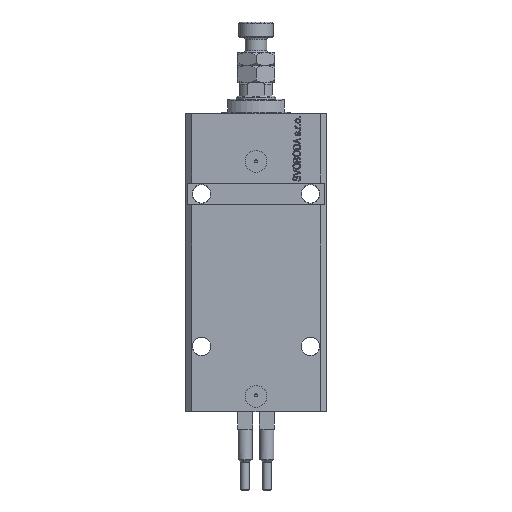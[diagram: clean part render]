
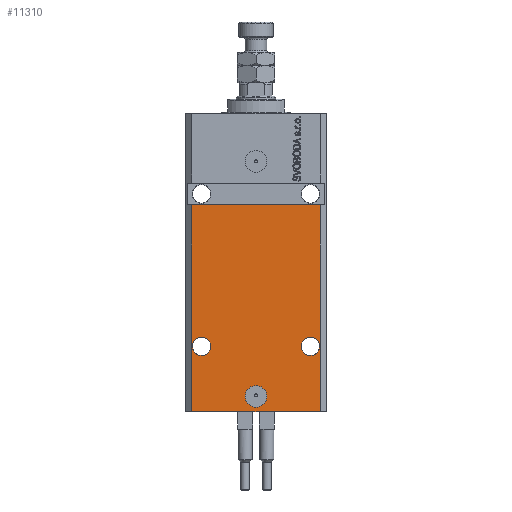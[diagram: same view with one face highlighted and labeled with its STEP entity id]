
A CAD part, front view. The second image highlights one B-rep face of the part: STEP entity #11310.
In plain terms, the highlighted planar face has unit normal (0, -1, 0).
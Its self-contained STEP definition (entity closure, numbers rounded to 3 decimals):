
#148 = VERTEX_POINT ( 'NONE', #3161 ) ;
#687 = VERTEX_POINT ( 'NONE', #38760 ) ;
#1479 = EDGE_CURVE ( 'NONE', #148, #42781, #5593, .T. ) ;
#2523 = DIRECTION ( 'NONE',  ( 0., -1., 0. ) ) ;
#3161 = CARTESIAN_POINT ( 'NONE',  ( -29.5, -22.5, -42. ) ) ;
#3743 = VECTOR ( 'NONE', #24663, 1000. ) ;
#5284 = DIRECTION ( 'NONE',  ( 0., -1., 0. ) ) ;
#5593 = LINE ( 'NONE', #44202, #41376 ) ;
#5840 = CIRCLE ( 'NONE', #12361, 4.25 ) ;
#6064 = CARTESIAN_POINT ( 'NONE',  ( 25., -22.5, -107. ) ) ;
#9204 = FACE_BOUND ( 'NONE', #23941, .T. ) ;
#9224 = ORIENTED_EDGE ( 'NONE', *, *, #35360, .F. ) ;
#9696 = EDGE_LOOP ( 'NONE', ( #20226, #47414 ) ) ;
#10043 = DIRECTION ( 'NONE',  ( 0., 0., 1. ) ) ;
#11310 = ADVANCED_FACE ( 'NONE', ( #20890, #43248, #9204, #43985 ), #32321, .T. ) ;
#12361 = AXIS2_PLACEMENT_3D ( 'NONE', #24362, #5284, #32472 ) ;
#14924 = VECTOR ( 'NONE', #10043, 1000. ) ;
#15118 = CARTESIAN_POINT ( 'NONE',  ( 29.5, -22.5, -42. ) ) ;
#15574 = EDGE_CURVE ( 'NONE', #47726, #47500, #38522, .T. ) ;
#17653 = CARTESIAN_POINT ( 'NONE',  ( 29.25, -22.5, -107. ) ) ;
#18079 = EDGE_LOOP ( 'NONE', ( #47050, #45049, #25129, #43664 ) ) ;
#18212 = EDGE_LOOP ( 'NONE', ( #9224, #21584 ) ) ;
#18406 = CARTESIAN_POINT ( 'NONE',  ( -25., -22.5, -107. ) ) ;
#20226 = ORIENTED_EDGE ( 'NONE', *, *, #33741, .F. ) ;
#20890 = FACE_BOUND ( 'NONE', #18212, .T. ) ;
#21041 = DIRECTION ( 'NONE',  ( 0., -1., 0. ) ) ;
#21327 = DIRECTION ( 'NONE',  ( 1., 0., 0. ) ) ;
#21584 = ORIENTED_EDGE ( 'NONE', *, *, #24813, .F. ) ;
#22154 = EDGE_CURVE ( 'NONE', #30021, #29007, #5840, .T. ) ;
#22156 = EDGE_CURVE ( 'NONE', #37162, #24782, #36013, .T. ) ;
#23941 = EDGE_LOOP ( 'NONE', ( #47734, #38565 ) ) ;
#24113 = CARTESIAN_POINT ( 'NONE',  ( -29.5, -22.5, -137. ) ) ;
#24362 = CARTESIAN_POINT ( 'NONE',  ( 25., -22.5, -107. ) ) ;
#24471 = CARTESIAN_POINT ( 'NONE',  ( 5., -22.5, -130. ) ) ;
#24663 = DIRECTION ( 'NONE',  ( 0., 0., 1. ) ) ;
#24713 = DIRECTION ( 'NONE',  ( 0., -1., 0. ) ) ;
#24782 = VERTEX_POINT ( 'NONE', #45116 ) ;
#24813 = EDGE_CURVE ( 'NONE', #687, #28459, #37550, .T. ) ;
#24912 = LINE ( 'NONE', #47249, #3743 ) ;
#25057 = CARTESIAN_POINT ( 'NONE',  ( 29.5, -22.5, -137. ) ) ;
#25129 = ORIENTED_EDGE ( 'NONE', *, *, #22156, .T. ) ;
#25617 = CIRCLE ( 'NONE', #46698, 4.25 ) ;
#25849 = EDGE_CURVE ( 'NONE', #24782, #42781, #33154, .T. ) ;
#27778 = DIRECTION ( 'NONE',  ( 1., 0., 0. ) ) ;
#28459 = VERTEX_POINT ( 'NONE', #24471 ) ;
#29007 = VERTEX_POINT ( 'NONE', #17653 ) ;
#30021 = VERTEX_POINT ( 'NONE', #38164 ) ;
#30615 = AXIS2_PLACEMENT_3D ( 'NONE', #33717, #49432, #41322 ) ;
#32321 = PLANE ( 'NONE',  #35276 ) ;
#32472 = DIRECTION ( 'NONE',  ( 1., 0., 0. ) ) ;
#33154 = LINE ( 'NONE', #25057, #14924 ) ;
#33717 = CARTESIAN_POINT ( 'NONE',  ( -25., -22.5, -107. ) ) ;
#33741 = EDGE_CURVE ( 'NONE', #29007, #30021, #25617, .T. ) ;
#34209 = VECTOR ( 'NONE', #39827, 1000. ) ;
#34291 = CARTESIAN_POINT ( 'NONE',  ( 0., -22.5, -130. ) ) ;
#34493 = EDGE_CURVE ( 'NONE', #37162, #148, #24912, .T. ) ;
#34544 = DIRECTION ( 'NONE',  ( 1., 0., 0. ) ) ;
#35276 = AXIS2_PLACEMENT_3D ( 'NONE', #47295, #24713, #27778 ) ;
#35360 = EDGE_CURVE ( 'NONE', #28459, #687, #39481, .T. ) ;
#36013 = LINE ( 'NONE', #24113, #34209 ) ;
#36502 = DIRECTION ( 'NONE',  ( 1., 0., 0. ) ) ;
#36548 = CARTESIAN_POINT ( 'NONE',  ( -29.25, -22.5, -107. ) ) ;
#36998 = CARTESIAN_POINT ( 'NONE',  ( 0., -22.5, -130. ) ) ;
#37162 = VERTEX_POINT ( 'NONE', #37342 ) ;
#37342 = CARTESIAN_POINT ( 'NONE',  ( -29.5, -22.5, -137. ) ) ;
#37550 = CIRCLE ( 'NONE', #39205, 5. ) ;
#38164 = CARTESIAN_POINT ( 'NONE',  ( 20.75, -22.5, -107. ) ) ;
#38522 = CIRCLE ( 'NONE', #41775, 4.25 ) ;
#38565 = ORIENTED_EDGE ( 'NONE', *, *, #15574, .F. ) ;
#38760 = CARTESIAN_POINT ( 'NONE',  ( -5., -22.5, -130. ) ) ;
#39205 = AXIS2_PLACEMENT_3D ( 'NONE', #36998, #21041, #36502 ) ;
#39481 = CIRCLE ( 'NONE', #49999, 5. ) ;
#39827 = DIRECTION ( 'NONE',  ( 1., 0., 0. ) ) ;
#41322 = DIRECTION ( 'NONE',  ( -1., 0., 0. ) ) ;
#41376 = VECTOR ( 'NONE', #47505, 1000. ) ;
#41775 = AXIS2_PLACEMENT_3D ( 'NONE', #18406, #45811, #49348 ) ;
#42403 = DIRECTION ( 'NONE',  ( 0., -1., 0. ) ) ;
#42781 = VERTEX_POINT ( 'NONE', #15118 ) ;
#43248 = FACE_BOUND ( 'NONE', #9696, .T. ) ;
#43645 = EDGE_CURVE ( 'NONE', #47500, #47726, #45997, .T. ) ;
#43664 = ORIENTED_EDGE ( 'NONE', *, *, #25849, .T. ) ;
#43807 = CARTESIAN_POINT ( 'NONE',  ( -20.75, -22.5, -107. ) ) ;
#43985 = FACE_OUTER_BOUND ( 'NONE', #18079, .T. ) ;
#44202 = CARTESIAN_POINT ( 'NONE',  ( -32.5, -22.5, -42. ) ) ;
#45049 = ORIENTED_EDGE ( 'NONE', *, *, #34493, .F. ) ;
#45116 = CARTESIAN_POINT ( 'NONE',  ( 29.5, -22.5, -137. ) ) ;
#45811 = DIRECTION ( 'NONE',  ( 0., -1., 0. ) ) ;
#45997 = CIRCLE ( 'NONE', #30615, 4.25 ) ;
#46698 = AXIS2_PLACEMENT_3D ( 'NONE', #6064, #2523, #21327 ) ;
#47050 = ORIENTED_EDGE ( 'NONE', *, *, #1479, .F. ) ;
#47249 = CARTESIAN_POINT ( 'NONE',  ( -29.5, -22.5, -137. ) ) ;
#47295 = CARTESIAN_POINT ( 'NONE',  ( -29.5, -22.5, -137. ) ) ;
#47414 = ORIENTED_EDGE ( 'NONE', *, *, #22154, .F. ) ;
#47500 = VERTEX_POINT ( 'NONE', #43807 ) ;
#47505 = DIRECTION ( 'NONE',  ( 1., 0., 0. ) ) ;
#47726 = VERTEX_POINT ( 'NONE', #36548 ) ;
#47734 = ORIENTED_EDGE ( 'NONE', *, *, #43645, .F. ) ;
#49348 = DIRECTION ( 'NONE',  ( -1., 0., 0. ) ) ;
#49432 = DIRECTION ( 'NONE',  ( 0., -1., 0. ) ) ;
#49999 = AXIS2_PLACEMENT_3D ( 'NONE', #34291, #42403, #34544 ) ;
